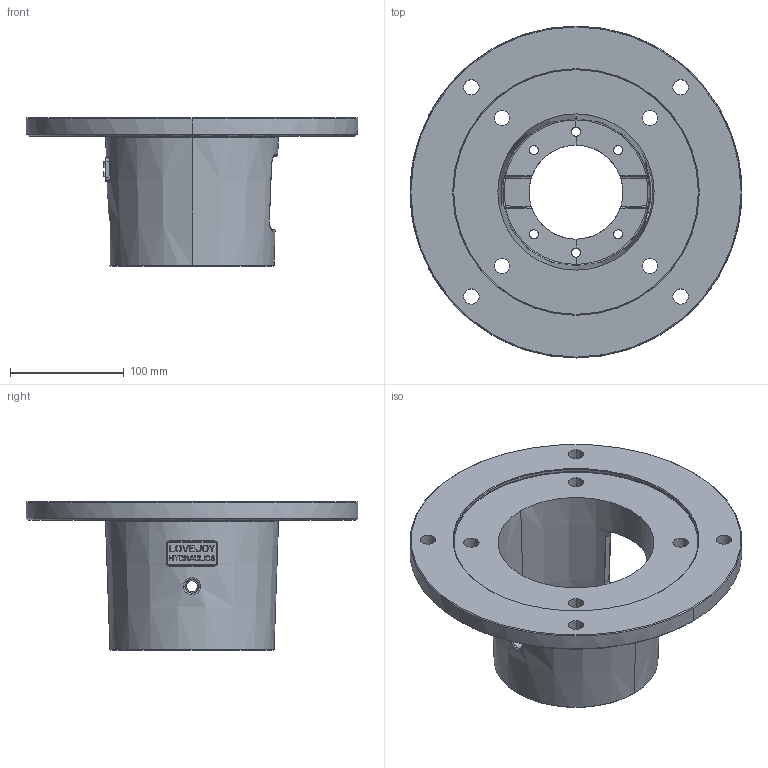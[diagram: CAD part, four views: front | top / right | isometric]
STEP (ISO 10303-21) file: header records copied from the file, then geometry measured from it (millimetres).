
FILE_DESCRIPTION((''),'2;1');
FILE_NAME('84527105204_ASM','2013-04-26T',('ppetruska'),(''),'PRO/ENGINEER BY PARAMETRIC TECHNOLOGY CORPORATION, 2012480','PRO/ENGINEER BY PARAMETRIC TECHNOLOGY CORPORATION, 2012480','');
FILE_SCHEMA(('CONFIG_CONTROL_DESIGN'));
Length unit declared in the file: inch
Products named in the file (3): 84527106036_AF3; 84527106044_AF2_ASM; 84527105204_ASM
Assembly tree (2 placements, depth 3):
  84527105204_ASM
    84527106044_AF2_ASM
      84527106036_AF3
Bounding box: 292.1 x 292.1 x 130.24 mm (x, y, z)
Volume: 1260153.6 mm3; surface area: 239364.3 mm2
Topology: 1 solids, 1 shells, 556 faces, 1499 edges, 968 vertices
Faces by surface type: plane 404, cylinder 51, bspline 51, cone 30, torus 12, extrusion 4, sphere 4
Entity records: 20316 total; most frequent: CARTESIAN_POINT 6505, ORIENTED_EDGE 2998, DIRECTION 2574, EDGE_CURVE 1499, VECTOR 1206, LINE 1202, VERTEX_POINT 968, AXIS2_PLACEMENT_3D 684
